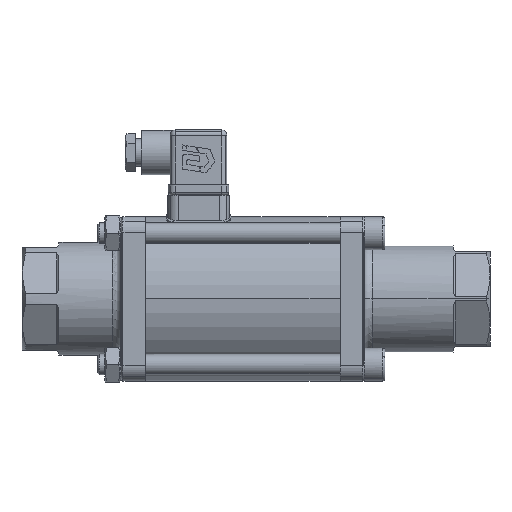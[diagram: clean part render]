
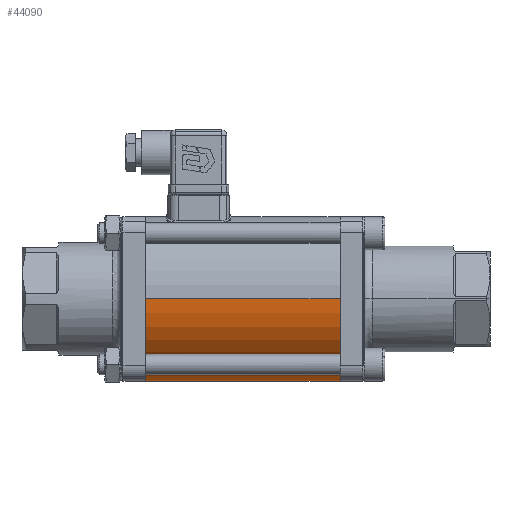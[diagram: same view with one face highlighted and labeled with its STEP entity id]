
A CAD part, front view. The second image highlights one B-rep face of the part: STEP entity #44090.
In plain terms, the highlighted cylindrical face has radius 40 mm (diameter 80 mm), a partial arc.
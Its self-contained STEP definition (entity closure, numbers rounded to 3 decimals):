
#11712=CARTESIAN_POINT('',(-26.,-40.,0.));
#11713=VERTEX_POINT('',#11712);
#12152=CARTESIAN_POINT('',(-26.,40.,0.));
#12153=VERTEX_POINT('',#12152);
#14722=CARTESIAN_POINT('',(-26.,-0.,-40.));
#14723=VERTEX_POINT('',#14722);
#16697=CARTESIAN_POINT('',(69.,-40.,-0.));
#16698=VERTEX_POINT('',#16697);
#18723=CARTESIAN_POINT('',(69.,40.,0.));
#18724=VERTEX_POINT('',#18723);
#19490=CARTESIAN_POINT('',(69.,-0.,-40.));
#19491=VERTEX_POINT('',#19490);
#22339=CARTESIAN_POINT('',(-26.,-40.,-0.));
#22340=DIRECTION('',(1.,-0.,-0.));
#22341=VECTOR('',#22340,95.);
#22342=LINE('',#22339,#22341);
#22343=EDGE_CURVE('',#11713,#16698,#22342,.T.);
#22359=CARTESIAN_POINT('',(-26.,40.,-0.));
#22360=DIRECTION('',(1.,-0.,-0.));
#22361=VECTOR('',#22360,95.);
#22362=LINE('',#22359,#22361);
#22363=EDGE_CURVE('',#12153,#18724,#22362,.T.);
#38021=CARTESIAN_POINT('',(-26.,-0.,0.));
#38022=DIRECTION('',(-1.,0.,0.));
#38023=DIRECTION('',(-0.,-1.,-0.));
#38024=AXIS2_PLACEMENT_3D('',#38021,#38022,#38023);
#38025=CIRCLE('',#38024,40.);
#38026=EDGE_CURVE('',#14723,#11713,#38025,.T.);
#38489=CARTESIAN_POINT('',(-26.,-0.,0.));
#38490=DIRECTION('',(-1.,0.,0.));
#38491=DIRECTION('',(-0.,-1.,-0.));
#38492=AXIS2_PLACEMENT_3D('',#38489,#38490,#38491);
#38493=CIRCLE('',#38492,40.);
#38494=EDGE_CURVE('',#12153,#14723,#38493,.T.);
#39854=CARTESIAN_POINT('',(69.,-0.,0.));
#39855=DIRECTION('',(1.,-0.,-0.));
#39856=DIRECTION('',(-0.,-1.,-0.));
#39857=AXIS2_PLACEMENT_3D('',#39854,#39855,#39856);
#39858=CIRCLE('',#39857,40.);
#39859=EDGE_CURVE('',#19491,#18724,#39858,.T.);
#41536=CARTESIAN_POINT('',(69.,-0.,0.));
#41537=DIRECTION('',(1.,-0.,-0.));
#41538=DIRECTION('',(-0.,-1.,-0.));
#41539=AXIS2_PLACEMENT_3D('',#41536,#41537,#41538);
#41540=CIRCLE('',#41539,40.);
#41541=EDGE_CURVE('',#16698,#19491,#41540,.T.);
#44077=CARTESIAN_POINT('',(69.,-0.,0.));
#44078=DIRECTION('',(-1.,0.,0.));
#44079=DIRECTION('',(-0.,-1.,-0.));
#44080=AXIS2_PLACEMENT_3D('',#44077,#44078,#44079);
#44081=CYLINDRICAL_SURFACE('',#44080,40.);
#44082=ORIENTED_EDGE('',*,*,#22343,.F.);
#44083=ORIENTED_EDGE('',*,*,#38026,.F.);
#44084=ORIENTED_EDGE('',*,*,#38494,.F.);
#44085=ORIENTED_EDGE('',*,*,#22363,.T.);
#44086=ORIENTED_EDGE('',*,*,#39859,.F.);
#44087=ORIENTED_EDGE('',*,*,#41541,.F.);
#44088=EDGE_LOOP('',(#44082,#44083,#44084,#44085,#44086,#44087));
#44089=FACE_BOUND('',#44088,.T.);
#44090=ADVANCED_FACE('',(#44089),#44081,.T.);
